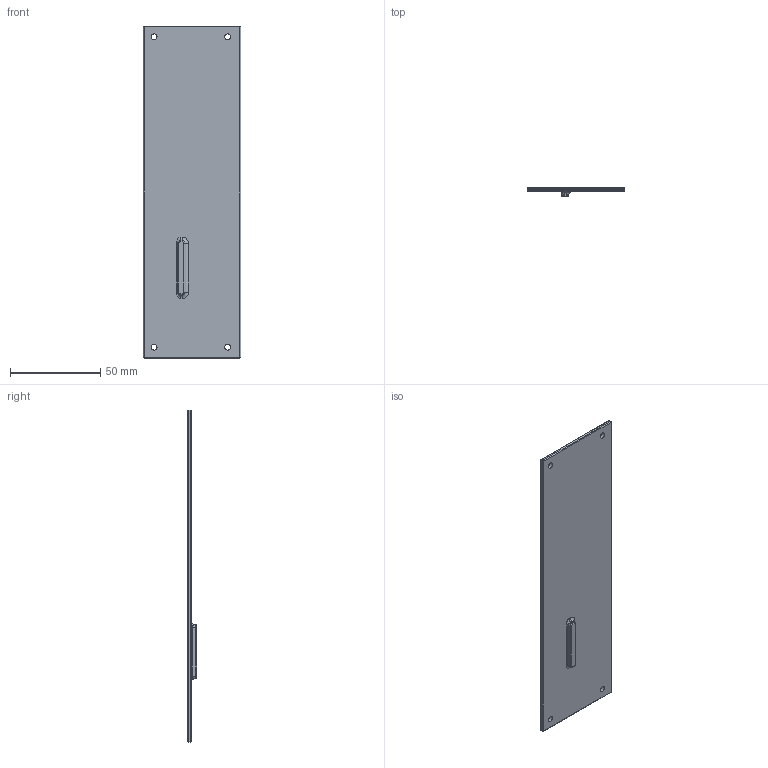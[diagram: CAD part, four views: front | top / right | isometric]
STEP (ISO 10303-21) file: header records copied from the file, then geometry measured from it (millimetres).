
FILE_DESCRIPTION(/* description */ (''),/* implementation_level */ '2;1');
FILE_NAME(/* name */ 'Back Cover.step',/* time_stamp */ '2020-10-11T19:18:04-04:00',/* author */ (''),/* organization */ (''),/* preprocessor_version */ 'ST-DEVELOPER v18.1',/* originating_system */ 'Autodesk Translation Framework v9.3.0.1241',/* authorisation */ '');
FILE_SCHEMA (('AUTOMOTIVE_DESIGN { 1 0 10303 214 3 1 1 }'));
Length unit declared in the file: millimetre
Products named in the file (1): Back Cover
Bounding box: 54 x 5 x 184 mm (x, y, z)
Volume: 20138.3 mm3; surface area: 20779.6 mm2
Topology: 1 solids, 1 shells, 55 faces, 116 edges, 64 vertices
Faces by surface type: cylinder 28, plane 11, sphere 8, torus 6, bspline 2
Full cylindrical faces by diameter (mm): 3.25 x4
Entity records: 1677 total; most frequent: CARTESIAN_POINT 428, DIRECTION 280, ORIENTED_EDGE 232, EDGE_CURVE 116, AXIS2_PLACEMENT_3D 114, EDGE_LOOP 64, VERTEX_POINT 64, CIRCLE 60
